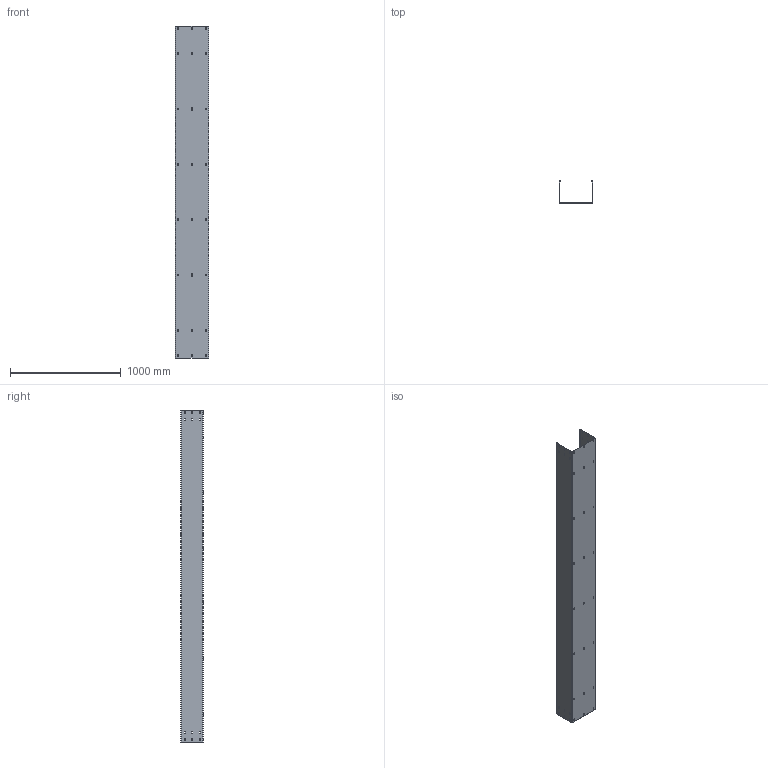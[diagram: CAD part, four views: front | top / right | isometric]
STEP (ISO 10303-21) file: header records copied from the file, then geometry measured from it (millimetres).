
FILE_DESCRIPTION((''),'2;1');
FILE_NAME('370430_PRT','2019-03-08T14:24:49',('tomasz.grudniewski'),(''),'CREO PARAMETRIC BY PTC INC, 2018500','CREO PARAMETRIC BY PTC INC, 2018500','');
FILE_SCHEMA(('CONFIG_CONTROL_DESIGN'));
Length unit declared in the file: millimetre
Products named in the file (1): 370430_PRT
Bounding box: 300 x 200 x 3000 mm (x, y, z)
Volume: 4236363 mm3; surface area: 4255895.6 mm2
Topology: 1 solids, 1 shells, 230 faces, 652 edges, 424 vertices
Faces by surface type: plane 126, cylinder 104
Entity records: 7698 total; most frequent: DIRECTION 1320, CARTESIAN_POINT 1306, ORIENTED_EDGE 1304, EDGE_CURVE 652, VECTOR 444, LINE 444, AXIS2_PLACEMENT_3D 438, VERTEX_POINT 424
